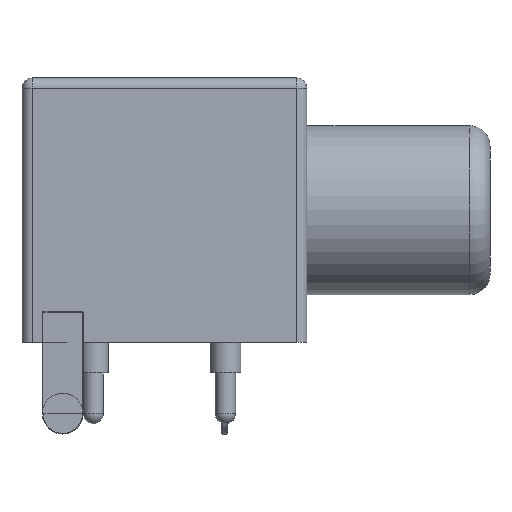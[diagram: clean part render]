
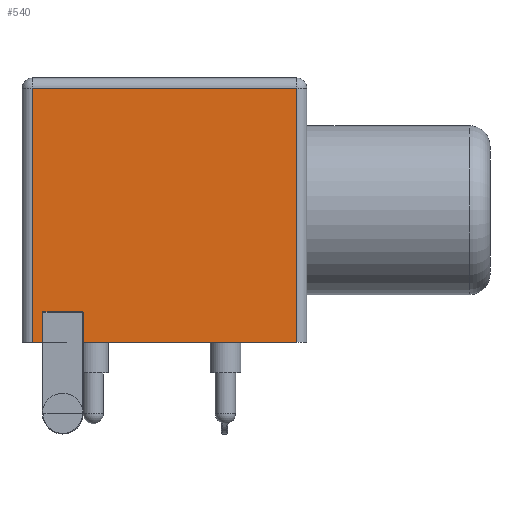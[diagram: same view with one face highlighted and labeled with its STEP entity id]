
A CAD part, left-side view. The second image highlights one B-rep face of the part: STEP entity #540.
In plain terms, the highlighted planar face has unit normal (-1, 0, 0).
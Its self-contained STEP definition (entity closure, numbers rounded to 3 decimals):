
#398 = VERTEX_POINT('',#399);
#399 = CARTESIAN_POINT('',(-0.,13.5,0.));
#406 = EDGE_CURVE('',#398,#407,#409,.T.);
#407 = VERTEX_POINT('',#408);
#408 = CARTESIAN_POINT('',(-0.,0.5,0.));
#409 = LINE('',#410,#411);
#410 = CARTESIAN_POINT('',(0.,14.,0.));
#411 = VECTOR('',#412,1.);
#412 = DIRECTION('',(0.,-1.,0.));
#495 = VERTEX_POINT('',#496);
#496 = CARTESIAN_POINT('',(0.,13.5,12.5));
#503 = EDGE_CURVE('',#495,#398,#504,.T.);
#504 = LINE('',#505,#506);
#505 = CARTESIAN_POINT('',(0.,13.5,12.5));
#506 = VECTOR('',#507,1.);
#507 = DIRECTION('',(-0.,-0.,-1.));
#540 = ADVANCED_FACE('',(#541),#559,.F.);
#541 = FACE_BOUND('',#542,.F.);
#542 = EDGE_LOOP('',(#543,#544,#545,#553));
#543 = ORIENTED_EDGE('',*,*,#406,.F.);
#544 = ORIENTED_EDGE('',*,*,#503,.F.);
#545 = ORIENTED_EDGE('',*,*,#546,.F.);
#546 = EDGE_CURVE('',#547,#495,#549,.T.);
#547 = VERTEX_POINT('',#548);
#548 = CARTESIAN_POINT('',(-0.,0.5,12.5));
#549 = LINE('',#550,#551);
#550 = CARTESIAN_POINT('',(0.,0.5,12.5));
#551 = VECTOR('',#552,1.);
#552 = DIRECTION('',(0.,1.,0.));
#553 = ORIENTED_EDGE('',*,*,#554,.F.);
#554 = EDGE_CURVE('',#407,#547,#555,.T.);
#555 = LINE('',#556,#557);
#556 = CARTESIAN_POINT('',(0.,0.5,0.));
#557 = VECTOR('',#558,1.);
#558 = DIRECTION('',(0.,0.,1.));
#559 = PLANE('',#560);
#560 = AXIS2_PLACEMENT_3D('',#561,#562,#563);
#561 = CARTESIAN_POINT('',(0.,14.,0.));
#562 = DIRECTION('',(1.,0.,0.));
#563 = DIRECTION('',(0.,-1.,0.));
